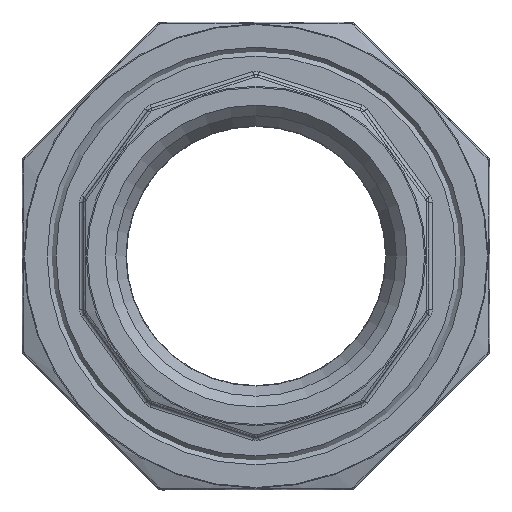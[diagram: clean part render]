
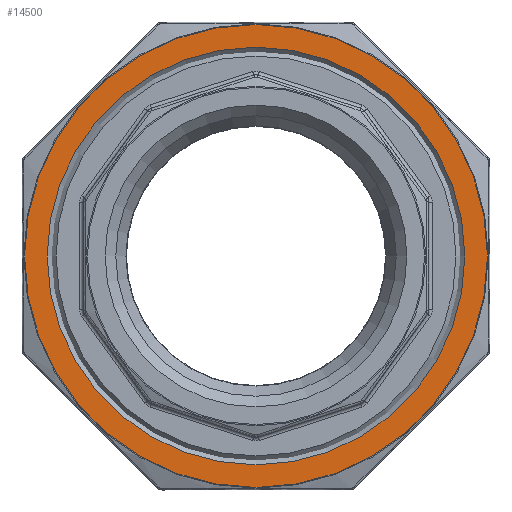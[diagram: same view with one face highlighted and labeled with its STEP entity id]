
A CAD part, left-side view. The second image highlights one B-rep face of the part: STEP entity #14500.
In plain terms, the highlighted planar face has unit normal (-1, 0, 0).
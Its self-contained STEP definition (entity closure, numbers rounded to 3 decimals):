
#1058 = DIRECTION ( 'NONE',  ( 0., 0., 1. ) ) ;
#1080 = EDGE_LOOP ( 'NONE', ( #5483 ) ) ;
#1146 = DIRECTION ( 'NONE',  ( 0., 0., -1. ) ) ;
#1172 = AXIS2_PLACEMENT_3D ( 'NONE', #1971, #12294, #1146 ) ;
#1971 = CARTESIAN_POINT ( 'NONE',  ( -13., 0., 0. ) ) ;
#2072 = FACE_BOUND ( 'NONE', #1080, .T. ) ;
#4084 = EDGE_CURVE ( 'NONE', #4094, #4094, #4641, .T. ) ;
#4094 = VERTEX_POINT ( 'NONE', #4183 ) ;
#4183 = CARTESIAN_POINT ( 'NONE',  ( -13., 0., -29. ) ) ;
#4450 = DIRECTION ( 'NONE',  ( 0., 0., 1. ) ) ;
#4641 = CIRCLE ( 'NONE', #1172, 29. ) ;
#4714 = CARTESIAN_POINT ( 'NONE',  ( -13., 0., 0. ) ) ;
#5483 = ORIENTED_EDGE ( 'NONE', *, *, #4084, .T. ) ;
#6188 = EDGE_LOOP ( 'NONE', ( #15194 ) ) ;
#6913 = AXIS2_PLACEMENT_3D ( 'NONE', #4714, #11794, #4450 ) ;
#7770 = DIRECTION ( 'NONE',  ( -1., 0., 0. ) ) ;
#8375 = CIRCLE ( 'NONE', #6913, 32.147 ) ;
#8465 = VERTEX_POINT ( 'NONE', #11274 ) ;
#11274 = CARTESIAN_POINT ( 'NONE',  ( -13., 0., 32.147 ) ) ;
#11603 = AXIS2_PLACEMENT_3D ( 'NONE', #17533, #7770, #1058 ) ;
#11794 = DIRECTION ( 'NONE',  ( -1., 0., 0. ) ) ;
#12294 = DIRECTION ( 'NONE',  ( 1., 0., 0. ) ) ;
#14212 = EDGE_CURVE ( 'NONE', #8465, #8465, #8375, .T. ) ;
#14500 = ADVANCED_FACE ( 'NONE', ( #16317, #2072 ), #14674, .T. ) ;
#14674 = PLANE ( 'NONE',  #11603 ) ;
#15194 = ORIENTED_EDGE ( 'NONE', *, *, #14212, .T. ) ;
#16317 = FACE_OUTER_BOUND ( 'NONE', #6188, .T. ) ;
#17533 = CARTESIAN_POINT ( 'NONE',  ( -13., 42.92, 0. ) ) ;
